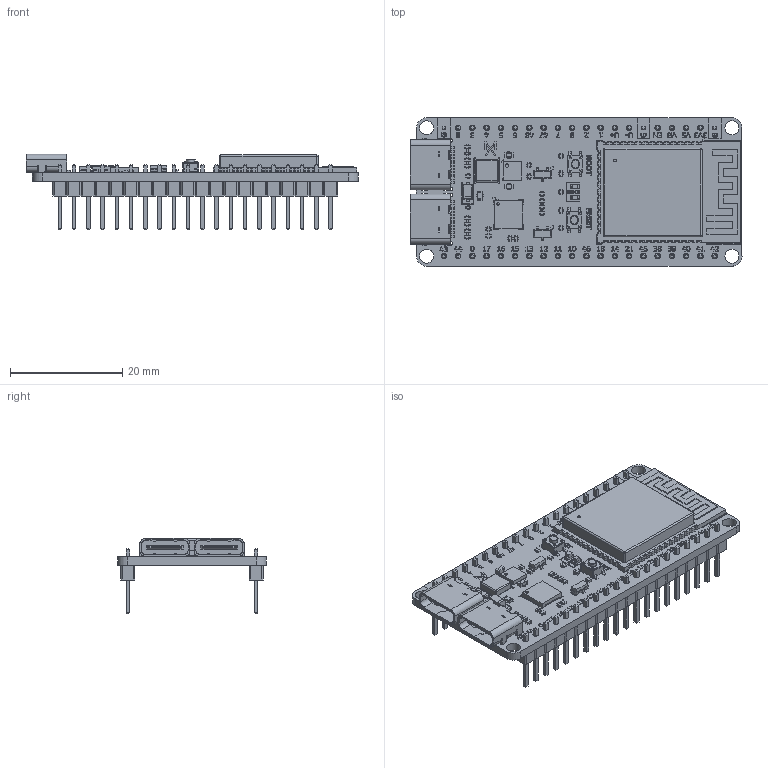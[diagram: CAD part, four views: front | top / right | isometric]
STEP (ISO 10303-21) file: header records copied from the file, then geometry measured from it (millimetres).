
FILE_DESCRIPTION(('KiCad electronic assembly'),'2;1');
FILE_NAME('STP_MTA0006.step','2025-06-19T18:59:52',('Pcbnew'),('Kicad'), 'Open CASCADE STEP processor 7.8','KiCad to STEP converter','Unknown' );
FILE_SCHEMA(('AUTOMOTIVE_DESIGN { 1 0 10303 214 1 1 1 1 }'));
Length unit declared in the file: millimetre
Products named in the file (18): STP_MTA0006 1; SW_SPST_PTS647Sx38; R_0402_1005Metric; C_0402_1005Metric; C_0603_1608Metric; SOT-23; D_SOD-123F; QFN-28-1EP_5x5mm_P0.5mm_EP3.35x3.35mm; Type-C 16P; LED_0603_1608Metric; L_Sunlord_SWPA4012S; STP_MTA0006 1.31.1; VSON-8_3.3x3.3mm_P0.65mm_NexFET; ESP32-S3-WROOM-1; Fuse_0603_1608Metric; PinHeader_1x20_P2.54mm_Vertical; Axiometa Core WiFi_silkscreen; Axiometa Core WiFi_PCB
Assembly tree (46 placements, depth 3):
  STP_MTA0006 1
    SW_SPST_PTS647Sx38  x2
    R_0402_1005Metric  x20
    C_0402_1005Metric  x5
    C_0603_1608Metric  x2
    SOT-23  x2
    D_SOD-123F
    QFN-28-1EP_5x5mm_P0.5mm_EP3.35x3.35mm
    Type-C 16P  x2
    LED_0603_1608Metric  x2
    L_Sunlord_SWPA4012S
      STP_MTA0006 1.31.1
    VSON-8_3.3x3.3mm_P0.65mm_NexFET
    ESP32-S3-WROOM-1
    Fuse_0603_1608Metric
    PinHeader_1x20_P2.54mm_Vertical  x2
    Axiometa Core WiFi_silkscreen
    Axiometa Core WiFi_PCB
Bounding box: 59.16 x 26.45 x 13.43 mm (x, y, z)
Volume: 4324.1 mm3; surface area: 9023.2 mm2
Topology: 117 solids, 349 shells, 4657 faces, 16231 edges, 12151 vertices
Faces by surface type: plane 3608, cylinder 665, bspline 368, torus 8, sphere 8
Full cylindrical faces by diameter (mm): 0.2 x15, 0.5 x2, 0.65 x4, 1 x40, 2.5 x4
Entity records: 146023 total; most frequent: CARTESIAN_POINT 26236, ORIENTED_EDGE 19003, DIRECTION 18642, EDGE_CURVE 12010, LINE 10056, VECTOR 10056, VERTEX_POINT 9436, AXIS2_PLACEMENT_3D 4293
